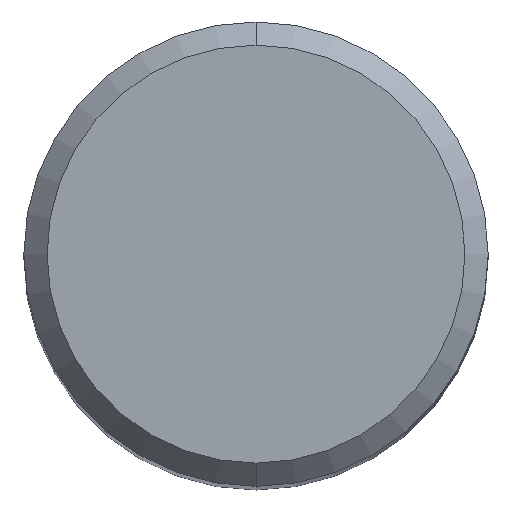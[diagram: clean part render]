
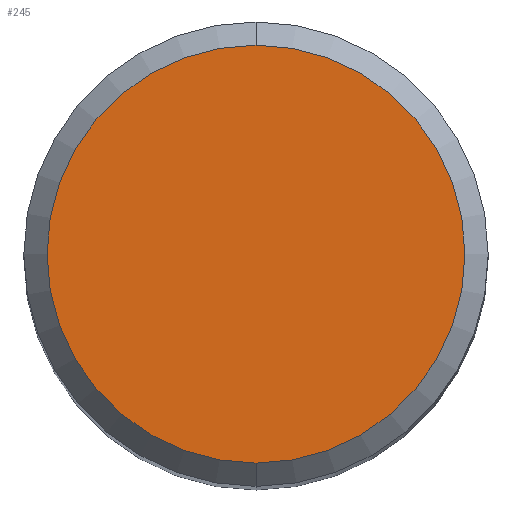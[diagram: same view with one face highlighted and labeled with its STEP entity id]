
A CAD part, top view. The second image highlights one B-rep face of the part: STEP entity #245.
In plain terms, the highlighted planar face has unit normal (0, 0, 1).
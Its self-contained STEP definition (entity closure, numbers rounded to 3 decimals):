
#205=EDGE_CURVE('',#249,#355,#516,.T.);
#245=ADVANCED_FACE('',(#559),#560,.T.);
#249=VERTEX_POINT('',#564);
#355=VERTEX_POINT('',#678);
#463=EDGE_CURVE('',#355,#249,#800,.T.);
#516=CIRCLE('',#960,5.4);
#559=FACE_OUTER_BOUND('',#1039,.T.);
#560=PLANE('',#1040);
#564=CARTESIAN_POINT('',(0.,-5.4,0.0));
#678=CARTESIAN_POINT('',(0.0,5.4,0.0));
#800=CIRCLE('',#1507,5.4);
#960=AXIS2_PLACEMENT_3D('',#1554,#1555,#1556);
#1039=EDGE_LOOP('',(#1590,#1591));
#1040=AXIS2_PLACEMENT_3D('',#1592,#1593,#1594);
#1507=AXIS2_PLACEMENT_3D('',#1866,#1867,#1868);
#1554=CARTESIAN_POINT('',(0.0,0.0,0.0));
#1555=DIRECTION('',(0.0,0.0,-1.0));
#1556=DIRECTION('',(0.0,1.0,0.0));
#1590=ORIENTED_EDGE('',*,*,#463,.F.);
#1591=ORIENTED_EDGE('',*,*,#205,.F.);
#1592=CARTESIAN_POINT('',(0.0,2.7,0.0));
#1593=DIRECTION('',(-0.0,0.0,1.0));
#1594=DIRECTION('',(0.0,-1.0,0.0));
#1866=CARTESIAN_POINT('',(0.0,0.0,0.0));
#1867=DIRECTION('',(0.0,0.0,-1.0));
#1868=DIRECTION('',(0.0,1.0,0.0));
